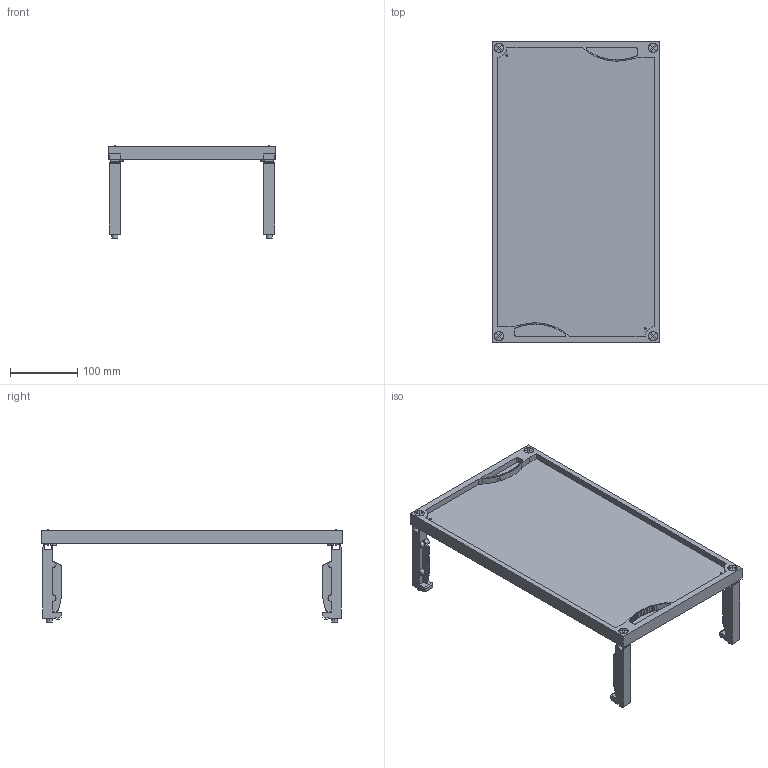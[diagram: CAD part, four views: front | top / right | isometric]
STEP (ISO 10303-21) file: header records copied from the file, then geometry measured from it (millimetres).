
FILE_DESCRIPTION(('STEP AP214'),'1');
FILE_NAME('cctmp_FF9B616F-0165-4905-B44C-E84C86B2E910_2023_07_22_14_09_58_0255..stp','2023-07-22T12:09:58',('SIEMENS A&D'),('CADClick - www.CADClick.com'),'Spatial InterOp 3D postprocessed',' ','unknown authorization');
FILE_SCHEMA(('AUTOMOTIVE_DESIGN'));
Length unit declared in the file: millimetre
Products named in the file (10): cc_unnamed; 2023_07_22_14_09_58_0220; 2023_07_22_14_09_58_0216; 2023_07_22_14_09_58_0212; 2023_07_22_14_09_58_0208; 2023_07_22_14_09_58_0204; 2023_07_22_14_09_58_0200; 2023_07_22_14_09_58_0196; 2023_07_22_14_09_58_0192; 2023_07_22_14_09_58_0188
Assembly tree (9 placements, depth 2):
  cc_unnamed
    2023_07_22_14_09_58_0220
    2023_07_22_14_09_58_0216
    2023_07_22_14_09_58_0212
    2023_07_22_14_09_58_0208
    2023_07_22_14_09_58_0204
    2023_07_22_14_09_58_0200
    2023_07_22_14_09_58_0196
    2023_07_22_14_09_58_0192
    2023_07_22_14_09_58_0188
Bounding box: 250 x 450 x 137.23 mm (x, y, z)
Volume: 502165.8 mm3; surface area: 331344.7 mm2
Topology: 9 solids, 9 shells, 578 faces, 1548 edges, 1016 vertices
Faces by surface type: plane 380, cylinder 174, torus 16, cone 8
Entity records: 20014 total; most frequent: CARTESIAN_POINT 3240, ORIENTED_EDGE 3096, DIRECTION 3088, EDGE_CURVE 1548, LINE 1136, VECTOR 1136, VERTEX_POINT 1016, AXIS2_PLACEMENT_3D 976
